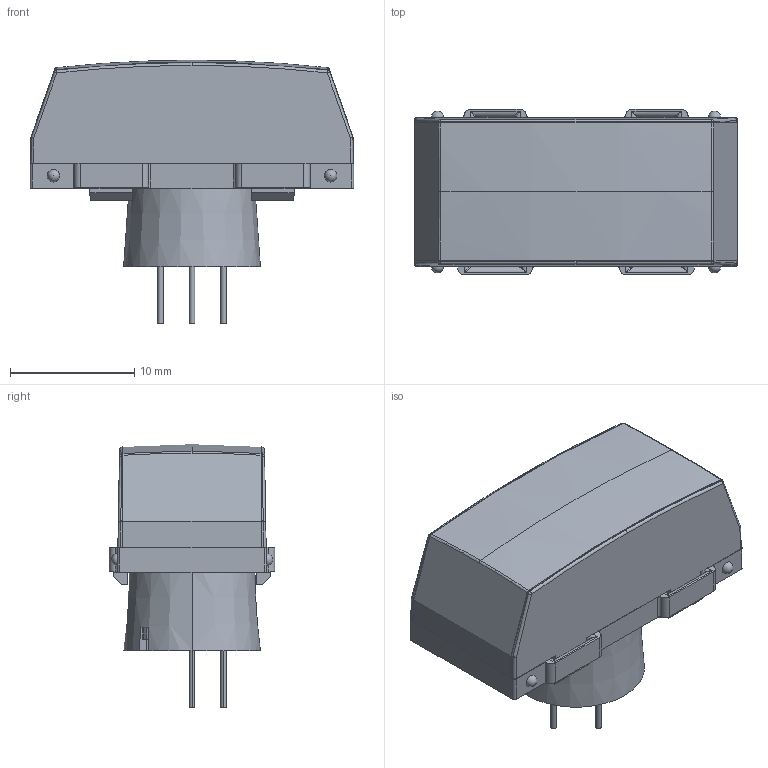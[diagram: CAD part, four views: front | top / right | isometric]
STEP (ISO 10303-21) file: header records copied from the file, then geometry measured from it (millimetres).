
FILE_DESCRIPTION (( 'STEP AP203' ), '1' );
FILE_NAME ('EKM_Horizontally wide detection type.STEP', '2019-07-31T23:25:54', ( '' ), ( '' ), 'SwSTEP 2.0', 'SolidWorks 2018', '' );
FILE_SCHEMA (( 'CONFIG_CONTROL_DESIGN' ));
Length unit declared in the file: millimetre
Products named in the file (4): Horizontally wide_BOTTOM; EKM_Horizontally wide detection type; Horizontally wide_TOP; stem_蹬怮椔
Assembly tree (3 placements, depth 2):
  EKM_Horizontally wide detection type
    Horizontally wide_TOP
    Horizontally wide_BOTTOM
    stem_蹬怮椔
Bounding box: 26 x 13.3 x 21.2 mm (x, y, z)
Volume: 3454.3 mm3; surface area: 2545 mm2
Topology: 6 solids, 10 shells, 250 faces, 640 edges, 401 vertices
Faces by surface type: plane 128, cylinder 71, bspline 20, sphere 18, torus 11, cone 2
Entity records: 8216 total; most frequent: CARTESIAN_POINT 2018, ORIENTED_EDGE 1240, DIRECTION 1171, EDGE_CURVE 620, AXIS2_PLACEMENT_3D 396, VERTEX_POINT 393, LINE 379, VECTOR 379
